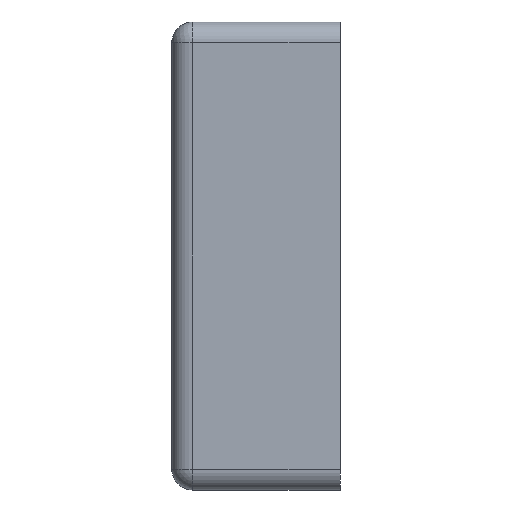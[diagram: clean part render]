
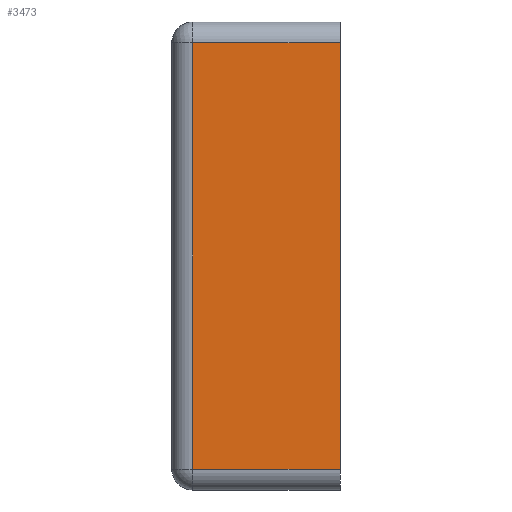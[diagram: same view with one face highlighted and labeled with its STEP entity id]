
A CAD part, left-side view. The second image highlights one B-rep face of the part: STEP entity #3473.
In plain terms, the highlighted planar face has unit normal (-1, 0, 0).
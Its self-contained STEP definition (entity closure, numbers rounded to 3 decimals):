
#2832=CARTESIAN_POINT('',(-45.0,14.2,-20.5));
#2833=VERTEX_POINT('',#2832);
#2858=CARTESIAN_POINT('',(-45.0,0.0,-20.5));
#2859=VERTEX_POINT('',#2858);
#2867=CARTESIAN_POINT('',(-45.0,0.0,-20.5));
#2868=DIRECTION('',(0.0,1.0,0.0));
#2869=VECTOR('',#2868,14.2);
#2870=LINE('',#2867,#2869);
#2871=EDGE_CURVE('',#2859,#2833,#2870,.T.);
#2888=CARTESIAN_POINT('',(-45.0,14.2,20.5));
#2889=VERTEX_POINT('',#2888);
#2923=CARTESIAN_POINT('',(-45.0,0.0,20.5));
#2924=VERTEX_POINT('',#2923);
#2941=CARTESIAN_POINT('',(-45.0,14.2,20.5));
#2942=DIRECTION('',(0.0,-1.0,0.0));
#2943=VECTOR('',#2942,14.2);
#2944=LINE('',#2941,#2943);
#2945=EDGE_CURVE('',#2889,#2924,#2944,.T.);
#2985=CARTESIAN_POINT('',(-45.0,14.2,-20.5));
#2986=DIRECTION('',(0.0,0.0,1.0));
#2987=VECTOR('',#2986,41.);
#2988=LINE('',#2985,#2987);
#2989=EDGE_CURVE('',#2833,#2889,#2988,.T.);
#3133=CARTESIAN_POINT('',(-45.0,0.0,20.5));
#3134=DIRECTION('',(0.0,0.0,-1.0));
#3135=VECTOR('',#3134,41.);
#3136=LINE('',#3133,#3135);
#3137=EDGE_CURVE('',#2924,#2859,#3136,.T.);
#3462=CARTESIAN_POINT('',(-45.0,0.0,-22.5));
#3463=DIRECTION('',(-1.0,0.0,0.0));
#3464=DIRECTION('',(0.0,0.0,1.0));
#3465=AXIS2_PLACEMENT_3D('',#3462,#3463,#3464);
#3466=PLANE('',#3465);
#3467=ORIENTED_EDGE('',*,*,#2871,.F.);
#3468=ORIENTED_EDGE('',*,*,#3137,.F.);
#3469=ORIENTED_EDGE('',*,*,#2945,.F.);
#3470=ORIENTED_EDGE('',*,*,#2989,.F.);
#3471=EDGE_LOOP('',(#3467,#3468,#3469,#3470));
#3472=FACE_OUTER_BOUND('',#3471,.T.);
#3473=ADVANCED_FACE('',(#3472),#3466,.T.);
